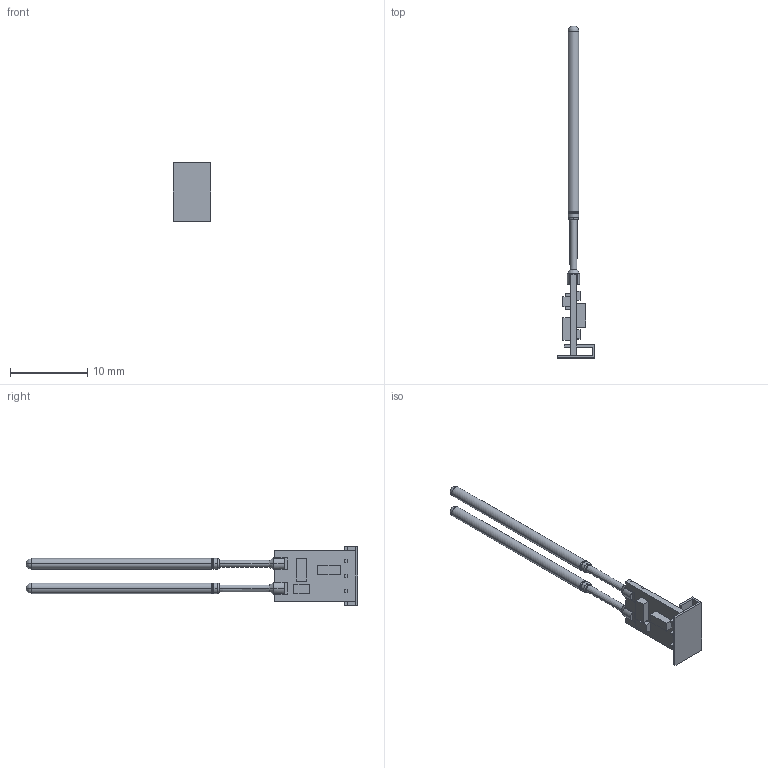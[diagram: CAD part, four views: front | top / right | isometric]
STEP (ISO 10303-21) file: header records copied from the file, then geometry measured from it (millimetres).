
FILE_DESCRIPTION (( 'STEP AP214' ), '1' );
FILE_NAME ('54782~0.STEP', '2019-03-12T08:29:54', ( '' ), ( '' ), 'SwSTEP 2.0', 'SolidWorks 2018', '' );
FILE_SCHEMA (( 'AUTOMOTIVE_DESIGN' ));
Length unit declared in the file: millimetre
Products named in the file (1): 54782~0
Bounding box: 4.9 x 42.98 x 7.6 mm (x, y, z)
Volume: 175.4 mm3; surface area: 615.5 mm2
Topology: 1 solids, 1 shells, 314 faces, 823 edges, 536 vertices
Faces by surface type: plane 180, bspline 94, torus 20, cylinder 12, cone 8
Entity records: 15757 total; most frequent: CARTESIAN_POINT 6980, ORIENTED_EDGE 1638, DIRECTION 1173, EDGE_CURVE 819, VERTEX_POINT 536, LINE 531, VECTOR 531, EDGE_LOOP 345
